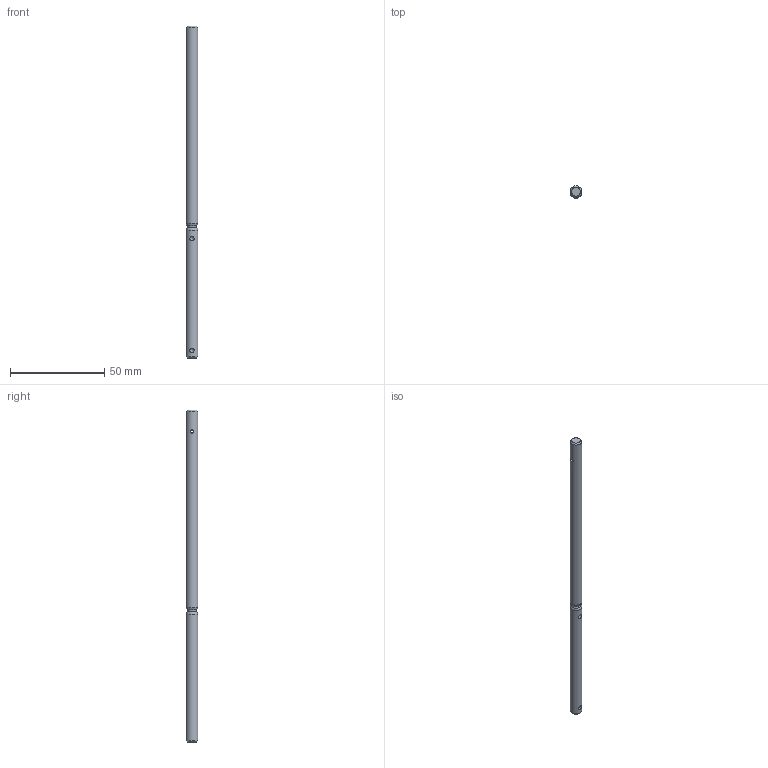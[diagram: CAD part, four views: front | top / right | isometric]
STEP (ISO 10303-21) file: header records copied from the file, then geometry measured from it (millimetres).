
FILE_DESCRIPTION(/* description */ ('PARKING BRAKE MECHANISM SHAFT'),/* implementation_level */ '2;1');
FILE_NAME(/* name */ 'OH4A3A2-15_PARKING BRAKE MECHANISM SHAFT_-_V15.step',/* time_stamp */ '2023-05-23T22:11:12-05:00',/* author */ (''),/* organization */ (''),/* preprocessor_version */ 'ST-DEVELOPER v19.2',/* originating_system */ 'Autodesk Translation Framework v12.4.0.73',/* authorisation */ '');
FILE_SCHEMA (('AUTOMOTIVE_DESIGN { 1 0 10303 214 3 1 1 }'));
Length unit declared in the file: inch
Products named in the file (1): OH4A3A2-15
Bounding box: 6.35 x 6.35 x 176.28 mm (x, y, z)
Volume: 5493.5 mm3; surface area: 3659.1 mm2
Topology: 1 solids, 1 shells, 14 faces, 37 edges, 24 vertices
Faces by surface type: cylinder 5, cone 4, plane 2, bspline 2, torus 1
Full cylindrical faces by diameter (mm): 1.783 x1, 2.271 x2, 6.35 x2
Entity records: 633 total; most frequent: CARTESIAN_POINT 263, ORIENTED_EDGE 70, DIRECTION 68, EDGE_CURVE 35, AXIS2_PLACEMENT_3D 29, VERTEX_POINT 24, EDGE_LOOP 17, CIRCLE 16
